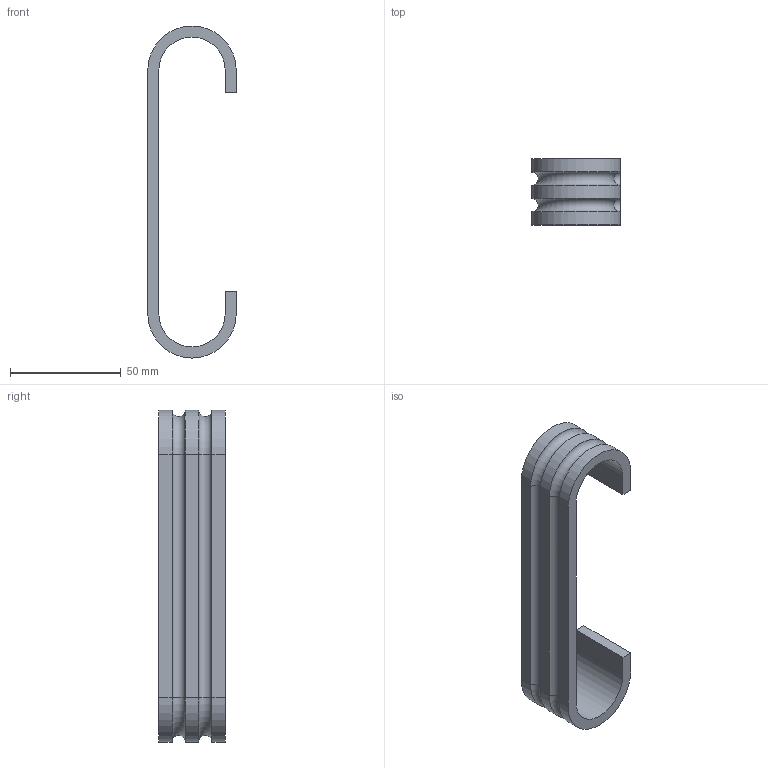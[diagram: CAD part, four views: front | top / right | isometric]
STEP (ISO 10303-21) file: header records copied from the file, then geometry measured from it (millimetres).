
FILE_DESCRIPTION (( 'STEP AP203' ), '1' );
FILE_NAME ('Poignée prise de main cuisine.STEP', '2022-06-14T10:48:30', ( '' ), ( '' ), 'SwSTEP 2.0', 'SolidWorks 2021', '' );
FILE_SCHEMA (( 'CONFIG_CONTROL_DESIGN' ));
Length unit declared in the file: millimetre
Products named in the file (1): Poignée prise de main cuisine
Bounding box: 40 x 30 x 150 mm (x, y, z)
Volume: 29443.2 mm3; surface area: 18541.4 mm2
Topology: 1 solids, 1 shells, 30 faces, 76 edges, 44 vertices
Faces by surface type: plane 12, cylinder 10, torus 4, sphere 4
Entity records: 909 total; most frequent: DIRECTION 158, CARTESIAN_POINT 139, ORIENTED_EDGE 136, EDGE_CURVE 68, AXIS2_PLACEMENT_3D 59, VECTOR 40, VERTEX_POINT 40, LINE 40
